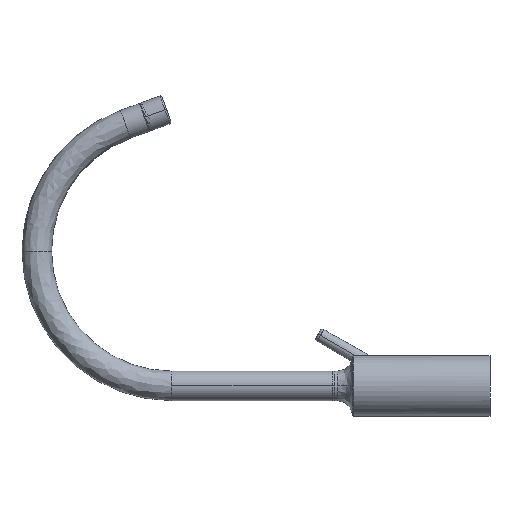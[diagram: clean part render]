
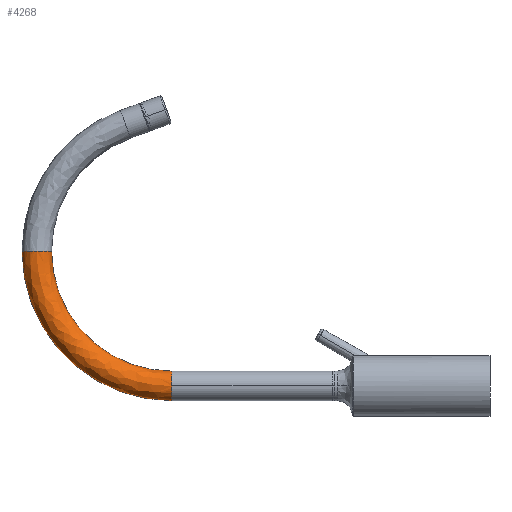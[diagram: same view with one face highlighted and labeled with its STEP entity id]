
A CAD part, left-side view. The second image highlights one B-rep face of the part: STEP entity #4268.
In plain terms, the highlighted free-form (B-spline) face has degree [3, 3] with [4, 4] control points.
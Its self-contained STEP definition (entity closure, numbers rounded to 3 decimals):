
#562 = DIRECTION ( 'NONE',  ( -1., 0., 0. ) ) ;
#977 = DIRECTION ( 'NONE',  ( 0., 1., 0. ) ) ;
#1905 = ORIENTED_EDGE ( 'NONE', *, *, #5767, .T. ) ;
#3762 = DIRECTION ( 'NONE',  ( 0., 1., 0. ) ) ;
#4268 = ADVANCED_FACE ( 'NONE', ( #20490 ), #4491, .T. ) ;
#4279 = CARTESIAN_POINT ( 'NONE',  ( -22.8, 361.046, 36.436 ) ) ;
#4491 =( BOUNDED_SURFACE ( )  B_SPLINE_SURFACE ( 3, 3, ( 
 ( #21735, #30554, #22110, #16428 ),
 ( #33337, #24988, #13234, #21599 ),
 ( #15934, #4279, #16179, #18832 ),
 ( #7216, #30816, #13352, #13498 ) ),
 .UNSPECIFIED., .F., .F., .F. ) 
 B_SPLINE_SURFACE_WITH_KNOTS ( ( 4, 4 ),
 ( 4, 4 ),
 ( 0., 1. ),
 ( 0., 1. ),
 .UNSPECIFIED. ) 
 GEOMETRIC_REPRESENTATION_ITEM ( )  RATIONAL_B_SPLINE_SURFACE ( (
 ( 1., 0.805, 0.805, 1.),
 ( 0.333, 0.268, 0.268, 0.333),
 ( 0.333, 0.268, 0.268, 0.333),
 ( 1., 0.805, 0.805, 1.) ) ) 
 REPRESENTATION_ITEM ( '' )  SURFACE ( )  );
#4607 = ORIENTED_EDGE ( 'NONE', *, *, #27093, .T. ) ;
#4973 = CIRCLE ( 'NONE', #11844, 92.685 ) ;
#5767 = EDGE_CURVE ( 'NONE', #22224, #26323, #36231, .T. ) ;
#6408 = CARTESIAN_POINT ( 'NONE',  ( 0., 245.561, 0. ) ) ;
#7164 = VERTEX_POINT ( 'NONE', #37057 ) ;
#7216 = CARTESIAN_POINT ( 'NONE',  ( 0., 361.046, 104.085 ) ) ;
#8364 = EDGE_CURVE ( 'NONE', #7164, #20967, #18228, .T. ) ;
#10517 = CARTESIAN_POINT ( 'NONE',  ( -11.4, 245.561, 0. ) ) ;
#10639 = ORIENTED_EDGE ( 'NONE', *, *, #8364, .T. ) ;
#10987 = ORIENTED_EDGE ( 'NONE', *, *, #31830, .F. ) ;
#11844 = AXIS2_PLACEMENT_3D ( 'NONE', #32605, #21103, #3762 ) ;
#13234 = CARTESIAN_POINT ( 'NONE',  ( -22.8, 299.855, 11.4 ) ) ;
#13352 = CARTESIAN_POINT ( 'NONE',  ( 0., 313.21, -11.4 ) ) ;
#13498 = CARTESIAN_POINT ( 'NONE',  ( 0., 245.561, -11.4 ) ) ;
#14439 = CARTESIAN_POINT ( 'NONE',  ( 0., 245.561, 11.4 ) ) ;
#14972 = DIRECTION ( 'NONE',  ( 0., 0., -1. ) ) ;
#15166 = AXIS2_PLACEMENT_3D ( 'NONE', #6408, #35114, #29641 ) ;
#15934 = CARTESIAN_POINT ( 'NONE',  ( -22.8, 361.046, 104.085 ) ) ;
#16179 = CARTESIAN_POINT ( 'NONE',  ( -22.8, 313.21, -11.4 ) ) ;
#16428 = CARTESIAN_POINT ( 'NONE',  ( 0., 245.561, 11.4 ) ) ;
#17295 = CARTESIAN_POINT ( 'NONE',  ( 0., 245.561, -11.4 ) ) ;
#17871 = DIRECTION ( 'NONE',  ( 0., 1., 0. ) ) ;
#18228 = CIRCLE ( 'NONE', #33379, 115.485 ) ;
#18370 = CARTESIAN_POINT ( 'NONE',  ( 0., 349.646, 104.085 ) ) ;
#18832 = CARTESIAN_POINT ( 'NONE',  ( -22.8, 245.561, -11.4 ) ) ;
#19787 = VERTEX_POINT ( 'NONE', #22964 ) ;
#20137 = AXIS2_PLACEMENT_3D ( 'NONE', #18370, #14972, #17871 ) ;
#20490 = FACE_OUTER_BOUND ( 'NONE', #22806, .T. ) ;
#20967 = VERTEX_POINT ( 'NONE', #17295 ) ;
#21103 = DIRECTION ( 'NONE',  ( -1., 0., 0. ) ) ;
#21599 = CARTESIAN_POINT ( 'NONE',  ( -22.8, 245.561, 11.4 ) ) ;
#21735 = CARTESIAN_POINT ( 'NONE',  ( 0., 338.246, 104.085 ) ) ;
#22110 = CARTESIAN_POINT ( 'NONE',  ( 0., 299.855, 11.4 ) ) ;
#22224 = VERTEX_POINT ( 'NONE', #10517 ) ;
#22806 = EDGE_LOOP ( 'NONE', ( #10987, #4607, #10639, #36737, #1905 ) ) ;
#22964 = CARTESIAN_POINT ( 'NONE',  ( 0., 338.246, 104.085 ) ) ;
#24818 = CIRCLE ( 'NONE', #28747, 11.4 ) ;
#24988 = CARTESIAN_POINT ( 'NONE',  ( -22.8, 338.246, 49.792 ) ) ;
#26323 = VERTEX_POINT ( 'NONE', #14439 ) ;
#26770 = DIRECTION ( 'NONE',  ( 0., 1., 0. ) ) ;
#26895 = CARTESIAN_POINT ( 'NONE',  ( 0., 245.561, 104.085 ) ) ;
#27093 = EDGE_CURVE ( 'NONE', #19787, #7164, #30160, .T. ) ;
#28747 = AXIS2_PLACEMENT_3D ( 'NONE', #33277, #977, #33034 ) ;
#29641 = DIRECTION ( 'NONE',  ( 0., 0., -1. ) ) ;
#30160 = CIRCLE ( 'NONE', #20137, 11.4 ) ;
#30554 = CARTESIAN_POINT ( 'NONE',  ( 0., 338.246, 49.792 ) ) ;
#30816 = CARTESIAN_POINT ( 'NONE',  ( 0., 361.046, 36.436 ) ) ;
#31830 = EDGE_CURVE ( 'NONE', #19787, #26323, #4973, .T. ) ;
#32605 = CARTESIAN_POINT ( 'NONE',  ( 0., 245.561, 104.085 ) ) ;
#33034 = DIRECTION ( 'NONE',  ( 0., 0., -1. ) ) ;
#33277 = CARTESIAN_POINT ( 'NONE',  ( 0., 245.561, 0. ) ) ;
#33337 = CARTESIAN_POINT ( 'NONE',  ( -22.8, 338.246, 104.085 ) ) ;
#33379 = AXIS2_PLACEMENT_3D ( 'NONE', #26895, #562, #26770 ) ;
#35114 = DIRECTION ( 'NONE',  ( 0., 1., 0. ) ) ;
#36231 = CIRCLE ( 'NONE', #15166, 11.4 ) ;
#36490 = EDGE_CURVE ( 'NONE', #20967, #22224, #24818, .T. ) ;
#36737 = ORIENTED_EDGE ( 'NONE', *, *, #36490, .T. ) ;
#37057 = CARTESIAN_POINT ( 'NONE',  ( 0., 361.046, 104.085 ) ) ;
